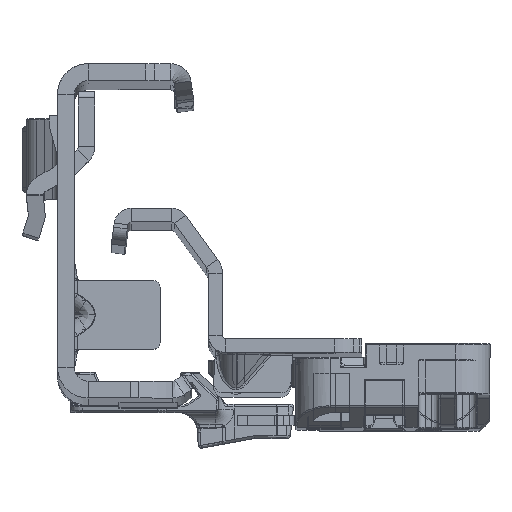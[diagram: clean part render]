
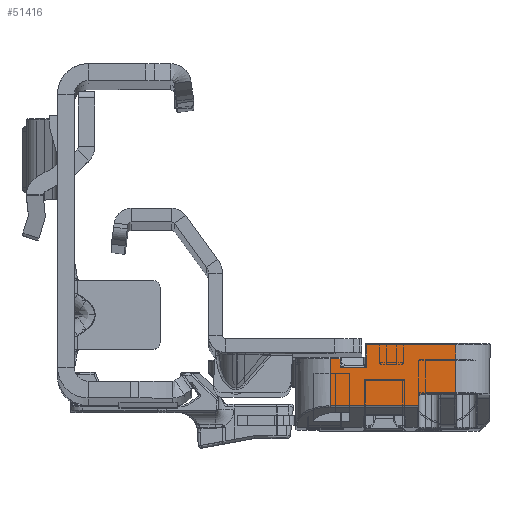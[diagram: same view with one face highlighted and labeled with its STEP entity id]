
A CAD part, top view. The second image highlights one B-rep face of the part: STEP entity #51416.
In plain terms, the highlighted face is planar.
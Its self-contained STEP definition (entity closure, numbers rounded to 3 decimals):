
#3691 = CARTESIAN_POINT ( 'NONE',  ( -8.3, -5.2, -284.5 ) ) ;
#5967 = CARTESIAN_POINT ( 'NONE',  ( 4.6, -242.444, -284.5 ) ) ;
#7036 = LINE ( 'NONE', #49916, #57988 ) ;
#7318 = ORIENTED_EDGE ( 'NONE', *, *, #37179, .T. ) ;
#7942 =( BOUNDED_CURVE ( )  B_SPLINE_CURVE ( 3, ( #86548, #125730, #117984, #37577 ),
 .UNSPECIFIED., .F., .F. ) 
 B_SPLINE_CURVE_WITH_KNOTS ( ( 4, 4 ),
 ( 1.047, 1.571 ),
 .UNSPECIFIED. ) 
 CURVE ( )  GEOMETRIC_REPRESENTATION_ITEM ( )  RATIONAL_B_SPLINE_CURVE ( ( 1., 0.977, 0.977, 1. ) ) 
 REPRESENTATION_ITEM ( '' )  );
#9497 = CARTESIAN_POINT ( 'NONE',  ( -13.7, 2.1, -284.5 ) ) ;
#13723 = DIRECTION ( 'NONE',  ( 0., 1., 0. ) ) ;
#14504 = EDGE_CURVE ( 'NONE', #66953, #70297, #80465, .T. ) ;
#15266 = VECTOR ( 'NONE', #52833, 1000. ) ;
#18129 = EDGE_CURVE ( 'NONE', #66953, #28178, #107166, .T. ) ;
#18166 = DIRECTION ( 'NONE',  ( 1., 0., 0. ) ) ;
#18544 = EDGE_CURVE ( 'NONE', #59671, #124205, #82611, .T. ) ;
#19133 = CARTESIAN_POINT ( 'NONE',  ( -8.273, -6.785, -284.5 ) ) ;
#19177 = ORIENTED_EDGE ( 'NONE', *, *, #89603, .F. ) ;
#22668 = VERTEX_POINT ( 'NONE', #86352 ) ;
#23987 = VECTOR ( 'NONE', #18166, 1000. ) ;
#25299 = DIRECTION ( 'NONE',  ( 0., 0., 1. ) ) ;
#25446 = VERTEX_POINT ( 'NONE', #106392 ) ;
#26575 = FACE_OUTER_BOUND ( 'NONE', #94419, .T. ) ;
#28178 = VERTEX_POINT ( 'NONE', #72568 ) ;
#28487 = LINE ( 'NONE', #76775, #78902 ) ;
#35175 = ORIENTED_EDGE ( 'NONE', *, *, #18544, .F. ) ;
#35587 = PLANE ( 'NONE',  #40427 ) ;
#36577 = ORIENTED_EDGE ( 'NONE', *, *, #102675, .T. ) ;
#37048 = VERTEX_POINT ( 'NONE', #99658 ) ;
#37179 = EDGE_CURVE ( 'NONE', #59671, #93734, #117383, .T. ) ;
#37577 = CARTESIAN_POINT ( 'NONE',  ( -8.3, -6.669, -284.5 ) ) ;
#38745 = DIRECTION ( 'NONE',  ( 0., 1., 0. ) ) ;
#40427 = AXIS2_PLACEMENT_3D ( 'NONE', #86441, #25299, #66436 ) ;
#42518 = CARTESIAN_POINT ( 'NONE',  ( -8.3, -5., -284.5 ) ) ;
#45348 = LINE ( 'NONE', #65308, #63766 ) ;
#46607 = DIRECTION ( 'NONE',  ( 1., 0., 0. ) ) ;
#47740 = CARTESIAN_POINT ( 'NONE',  ( 19.8, -1.15, -284.5 ) ) ;
#48396 = LINE ( 'NONE', #87709, #69136 ) ;
#49916 = CARTESIAN_POINT ( 'NONE',  ( 4.6, 0.1, -284.5 ) ) ;
#51416 = ADVANCED_FACE ( 'NONE', ( #26575 ), #35587, .F. ) ;
#52063 = VECTOR ( 'NONE', #13723, 1000. ) ;
#52258 = VECTOR ( 'NONE', #114720, 1000. ) ;
#52833 = DIRECTION ( 'NONE',  ( 1., 0., 0. ) ) ;
#54422 = CARTESIAN_POINT ( 'NONE',  ( -8.5, -5.2, -284.5 ) ) ;
#54954 = CARTESIAN_POINT ( 'NONE',  ( 4.6, -6.785, -284.5 ) ) ;
#56619 = EDGE_CURVE ( 'NONE', #25446, #62447, #48396, .T. ) ;
#57988 = VECTOR ( 'NONE', #85615, 1000. ) ;
#58296 = ORIENTED_EDGE ( 'NONE', *, *, #99355, .T. ) ;
#59671 = VERTEX_POINT ( 'NONE', #54954 ) ;
#60489 = ORIENTED_EDGE ( 'NONE', *, *, #74226, .T. ) ;
#60600 = VECTOR ( 'NONE', #88457, 1000. ) ;
#62447 = VERTEX_POINT ( 'NONE', #9497 ) ;
#63124 = LINE ( 'NONE', #42518, #15266 ) ;
#63766 = VECTOR ( 'NONE', #46607, 1000. ) ;
#64602 = ORIENTED_EDGE ( 'NONE', *, *, #18129, .T. ) ;
#65308 = CARTESIAN_POINT ( 'NONE',  ( -0.7, 2.1, -284.5 ) ) ;
#66436 = DIRECTION ( 'NONE',  ( 1., 0., 0. ) ) ;
#66953 = VERTEX_POINT ( 'NONE', #3691 ) ;
#67086 = LINE ( 'NONE', #47740, #23987 ) ;
#69136 = VECTOR ( 'NONE', #38745, 1000. ) ;
#70297 = VERTEX_POINT ( 'NONE', #85228 ) ;
#72568 = CARTESIAN_POINT ( 'NONE',  ( -8.5, -5., -284.5 ) ) ;
#73506 = ORIENTED_EDGE ( 'NONE', *, *, #56619, .T. ) ;
#74226 = EDGE_CURVE ( 'NONE', #93734, #70297, #7942, .T. ) ;
#74811 = LINE ( 'NONE', #124331, #52258 ) ;
#74867 = EDGE_CURVE ( 'NONE', #22668, #124205, #7036, .T. ) ;
#76775 = CARTESIAN_POINT ( 'NONE',  ( 3.15, 0.1, -284.5 ) ) ;
#78350 = ORIENTED_EDGE ( 'NONE', *, *, #74867, .T. ) ;
#78902 = VECTOR ( 'NONE', #107629, 1000. ) ;
#80465 = LINE ( 'NONE', #92679, #102147 ) ;
#82611 = LINE ( 'NONE', #5967, #52063 ) ;
#82764 = DIRECTION ( 'NONE',  ( 1., 0., 0. ) ) ;
#85228 = CARTESIAN_POINT ( 'NONE',  ( -8.3, -6.669, -284.5 ) ) ;
#85615 = DIRECTION ( 'NONE',  ( 1., 0., 0. ) ) ;
#86352 = CARTESIAN_POINT ( 'NONE',  ( 3.15, 0.1, -284.5 ) ) ;
#86441 = CARTESIAN_POINT ( 'NONE',  ( 19.8, 2.6, -284.5 ) ) ;
#86548 = CARTESIAN_POINT ( 'NONE',  ( -8.273, -6.785, -284.5 ) ) ;
#87709 = CARTESIAN_POINT ( 'NONE',  ( -13.7, 2., -284.5 ) ) ;
#88457 = DIRECTION ( 'NONE',  ( -1., 0., 0. ) ) ;
#89603 = EDGE_CURVE ( 'NONE', #25446, #28178, #63124, .T. ) ;
#92679 = CARTESIAN_POINT ( 'NONE',  ( -8.3, 0., -284.5 ) ) ;
#93734 = VERTEX_POINT ( 'NONE', #19133 ) ;
#94419 = EDGE_LOOP ( 'NONE', ( #58296, #121473, #78350, #35175, #7318, #60489, #109732, #64602, #19177, #73506, #36577, #98323 ) ) ;
#96964 = CARTESIAN_POINT ( 'NONE',  ( -0.75, -1.15, -284.5 ) ) ;
#98323 = ORIENTED_EDGE ( 'NONE', *, *, #117150, .T. ) ;
#98890 = AXIS2_PLACEMENT_3D ( 'NONE', #54422, #103374, #82764 ) ;
#99355 = EDGE_CURVE ( 'NONE', #116342, #118774, #67086, .T. ) ;
#99658 = CARTESIAN_POINT ( 'NONE',  ( -0.75, 2.1, -284.5 ) ) ;
#101605 = CARTESIAN_POINT ( 'NONE',  ( 3.15, -1.15, -284.5 ) ) ;
#102147 = VECTOR ( 'NONE', #119701, 1000. ) ;
#102675 = EDGE_CURVE ( 'NONE', #62447, #37048, #45348, .T. ) ;
#103374 = DIRECTION ( 'NONE',  ( 0., 0., 1. ) ) ;
#105699 = EDGE_CURVE ( 'NONE', #118774, #22668, #28487, .T. ) ;
#106392 = CARTESIAN_POINT ( 'NONE',  ( -13.7, -5., -284.5 ) ) ;
#107166 = CIRCLE ( 'NONE', #98890, 0.2 ) ;
#107629 = DIRECTION ( 'NONE',  ( 0., 1., 0. ) ) ;
#109732 = ORIENTED_EDGE ( 'NONE', *, *, #14504, .F. ) ;
#114720 = DIRECTION ( 'NONE',  ( 0., -1., 0. ) ) ;
#116342 = VERTEX_POINT ( 'NONE', #96964 ) ;
#117150 = EDGE_CURVE ( 'NONE', #37048, #116342, #74811, .T. ) ;
#117383 = LINE ( 'NONE', #118649, #60600 ) ;
#117984 = CARTESIAN_POINT ( 'NONE',  ( -8.3, -6.71, -284.5 ) ) ;
#118649 = CARTESIAN_POINT ( 'NONE',  ( -8.3, -6.785, -284.5 ) ) ;
#118774 = VERTEX_POINT ( 'NONE', #101605 ) ;
#119701 = DIRECTION ( 'NONE',  ( 0., -1., 0. ) ) ;
#121473 = ORIENTED_EDGE ( 'NONE', *, *, #105699, .T. ) ;
#123962 = CARTESIAN_POINT ( 'NONE',  ( 4.6, 0.1, -284.5 ) ) ;
#124205 = VERTEX_POINT ( 'NONE', #123962 ) ;
#124331 = CARTESIAN_POINT ( 'NONE',  ( -0.75, -0.9, -284.5 ) ) ;
#125730 = CARTESIAN_POINT ( 'NONE',  ( -8.291, -6.749, -284.5 ) ) ;
